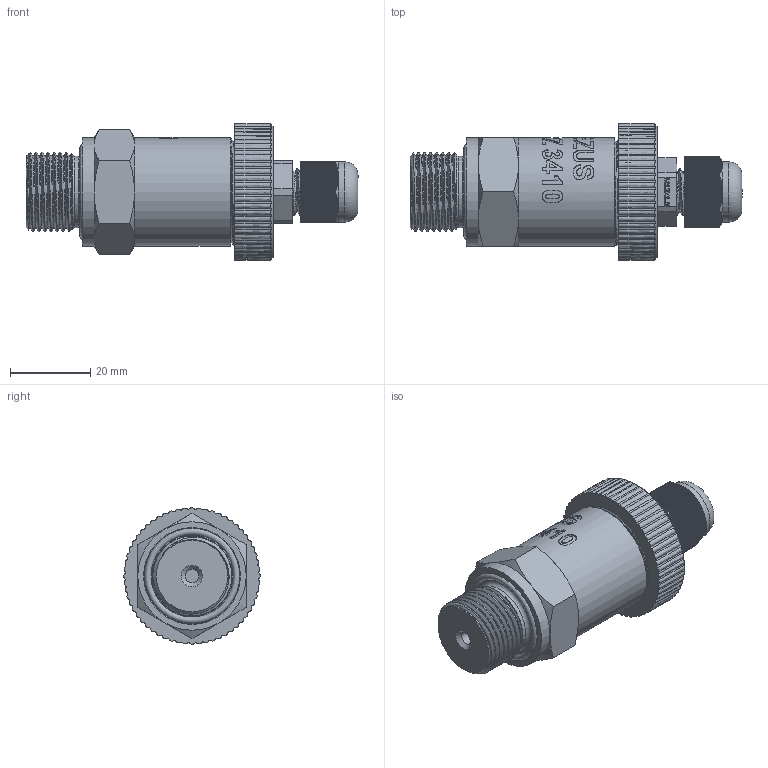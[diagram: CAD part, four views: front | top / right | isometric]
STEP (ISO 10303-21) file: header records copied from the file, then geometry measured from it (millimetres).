
FILE_DESCRIPTION(/* description */ (''),/* implementation_level */ '2;1');
FILE_NAME(/* name */ 'APZ3410_1_CableGland.step',/* time_stamp */ '2021-06-17T12:33:13+03:00',/* author */ (''),/* organization */ (''),/* preprocessor_version */ 'ST-DEVELOPER v18.1',/* originating_system */ 'Autodesk Translation Framework v10.9.0.1377',/* authorisation */ '');
FILE_SCHEMA (('AUTOMOTIVE_DESIGN { 1 0 10303 214 3 1 1 }'));
Products named in the file (8): APZ3410_x_y; OMAL nut M27x1.5 v8; Ш100.000.001 v4; M12x1.5 Cable gland v4; Cable gland; Rubber gasket; M12 Domed nut; М20х1,5 DIN
Assembly tree (7 placements, depth 3):
  APZ3410_x_y
    OMAL nut M27x1.5 v8
    Ш100.000.001 v4
    M12x1.5 Cable gland v4
      Cable gland
      Rubber gasket
      M12 Domed nut
    М20х1,5 DIN
Bounding box: 82.65 x 34 x 34 mm (x, y, z)
Volume: 37773.3 mm3; surface area: 17008.7 mm2
Topology: 7 solids, 7 shells, 2676 faces, 7851 edges, 5234 vertices
Faces by surface type: plane 1480, cylinder 778, bspline 383, cone 26, torus 8, sphere 1
Full cylindrical faces by diameter (mm): 1 x6, 3.3 x1, 7.5 x1, 8 x1, 9.976 x5, 10 x6, 10.376 x4, 10.526 x3, 11.6 x4, 12 x5, 12.203 x3, 12.6 x1, 15 x1, 17 x1, 17.8 x1, 18.137 x6, 19.85 x5, 20.5 x1, 21.4 x2, 22.3 x1, 23.7 x1, 24.5 x1, 25.132 x4, 25.526 x4, 26.85 x3, 27 x2, 27.208 x5
Entity records: 113442 total; most frequent: CARTESIAN_POINT 45371, ORIENTED_EDGE 15702, DIRECTION 12295, EDGE_CURVE 7851, VERTEX_POINT 5234, LINE 4265, VECTOR 4265, AXIS2_PLACEMENT_3D 4015
